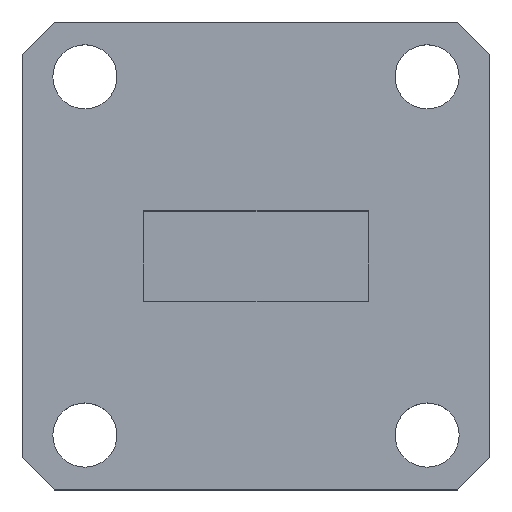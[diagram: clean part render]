
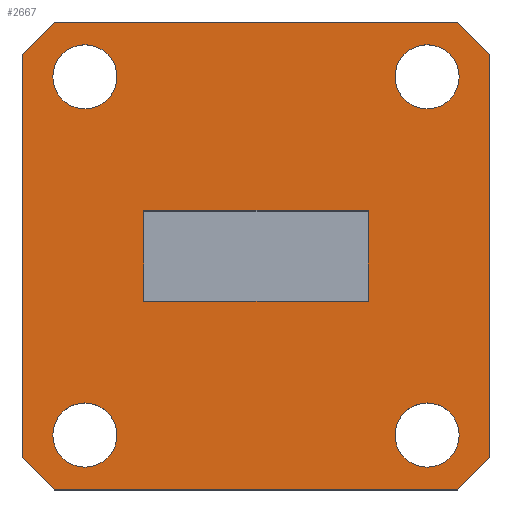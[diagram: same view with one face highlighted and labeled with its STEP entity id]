
A CAD part, top view. The second image highlights one B-rep face of the part: STEP entity #2667.
In plain terms, the highlighted planar face has unit normal (0, 0, 1).
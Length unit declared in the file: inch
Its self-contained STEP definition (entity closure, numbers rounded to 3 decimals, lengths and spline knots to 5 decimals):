
#157 = DIRECTION ( 'NONE',  ( 1., 0., 0. ) ) ;
#195 = ORIENTED_EDGE ( 'NONE', *, *, #11138, .F. ) ;
#295 = EDGE_CURVE ( 'NONE', #13182, #5740, #3576, .T. ) ;
#299 = ORIENTED_EDGE ( 'NONE', *, *, #7057, .F. ) ;
#462 = DIRECTION ( 'NONE',  ( 0., 0., 1. ) ) ;
#783 = ORIENTED_EDGE ( 'NONE', *, *, #3823, .T. ) ;
#796 = CARTESIAN_POINT ( 'NONE',  ( -0.26, -0.335, 0. ) ) ;
#829 = CARTESIAN_POINT ( 'NONE',  ( -0.3775, 0.4375, 0. ) ) ;
#1017 = CARTESIAN_POINT ( 'NONE',  ( 0.21, -0.085, 0. ) ) ;
#1046 = ORIENTED_EDGE ( 'NONE', *, *, #12433, .F. ) ;
#1184 = VERTEX_POINT ( 'NONE', #1573 ) ;
#1465 = DIRECTION ( 'NONE',  ( -0.707, -0.707, 0. ) ) ;
#1519 = VERTEX_POINT ( 'NONE', #829 ) ;
#1573 = CARTESIAN_POINT ( 'NONE',  ( -0.3775, -0.4375, 0. ) ) ;
#1693 = VERTEX_POINT ( 'NONE', #13005 ) ;
#1743 = CARTESIAN_POINT ( 'NONE',  ( 0.38, 0.335, 0. ) ) ;
#2033 = DIRECTION ( 'NONE',  ( -1., 0., 0. ) ) ;
#2087 = EDGE_LOOP ( 'NONE', ( #11186 ) ) ;
#2201 = ORIENTED_EDGE ( 'NONE', *, *, #2886, .F. ) ;
#2265 = VERTEX_POINT ( 'NONE', #6062 ) ;
#2289 = FACE_BOUND ( 'NONE', #6882, .T. ) ;
#2314 = VECTOR ( 'NONE', #11492, 39.37008 ) ;
#2414 = VERTEX_POINT ( 'NONE', #5972 ) ;
#2461 = DIRECTION ( 'NONE',  ( 0., 1., 0. ) ) ;
#2667 = ADVANCED_FACE ( 'NONE', ( #5759, #7996, #2289, #13063, #12372, #4212 ), #9752, .F. ) ;
#2886 = EDGE_CURVE ( 'NONE', #5986, #4194, #7149, .T. ) ;
#2936 = CARTESIAN_POINT ( 'NONE',  ( -0.4375, 0.4375, 0. ) ) ;
#3235 = DIRECTION ( 'NONE',  ( 0., 0., 1. ) ) ;
#3383 = DIRECTION ( 'NONE',  ( 1., 0., 0. ) ) ;
#3392 = EDGE_CURVE ( 'NONE', #1693, #10098, #10977, .T. ) ;
#3545 = ORIENTED_EDGE ( 'NONE', *, *, #11321, .F. ) ;
#3576 = LINE ( 'NONE', #7780, #10157 ) ;
#3642 = VECTOR ( 'NONE', #4472, 39.37008 ) ;
#3703 = CARTESIAN_POINT ( 'NONE',  ( -0.4375, -0.4375, 0. ) ) ;
#3704 = VERTEX_POINT ( 'NONE', #6702 ) ;
#3709 = EDGE_CURVE ( 'NONE', #2265, #2265, #6494, .T. ) ;
#3769 = ORIENTED_EDGE ( 'NONE', *, *, #5817, .T. ) ;
#3823 = EDGE_CURVE ( 'NONE', #2414, #6929, #8730, .T. ) ;
#3899 = LINE ( 'NONE', #8113, #10123 ) ;
#4008 = CARTESIAN_POINT ( 'NONE',  ( 0.21, -0.085, 0. ) ) ;
#4131 = CARTESIAN_POINT ( 'NONE',  ( -0.4375, -0.4375, 0. ) ) ;
#4194 = VERTEX_POINT ( 'NONE', #9579 ) ;
#4212 = FACE_OUTER_BOUND ( 'NONE', #13530, .T. ) ;
#4388 = LINE ( 'NONE', #10305, #2314 ) ;
#4433 = LINE ( 'NONE', #1017, #7890 ) ;
#4472 = DIRECTION ( 'NONE',  ( 0., 1., 0. ) ) ;
#4494 = EDGE_LOOP ( 'NONE', ( #2201, #3545, #1046, #195 ) ) ;
#4588 = CARTESIAN_POINT ( 'NONE',  ( 0.4375, -0.3775, 0. ) ) ;
#4671 = LINE ( 'NONE', #12340, #3642 ) ;
#4737 = CARTESIAN_POINT ( 'NONE',  ( -0.32, -0.335, 0. ) ) ;
#4866 = ORIENTED_EDGE ( 'NONE', *, *, #12337, .T. ) ;
#4971 = VECTOR ( 'NONE', #5380, 39.37008 ) ;
#4986 = ORIENTED_EDGE ( 'NONE', *, *, #12245, .T. ) ;
#5043 = DIRECTION ( 'NONE',  ( 0., 0., 1. ) ) ;
#5046 = VERTEX_POINT ( 'NONE', #796 ) ;
#5050 = LINE ( 'NONE', #2936, #13236 ) ;
#5305 = ORIENTED_EDGE ( 'NONE', *, *, #8769, .T. ) ;
#5380 = DIRECTION ( 'NONE',  ( 1., 0., 0. ) ) ;
#5391 = CARTESIAN_POINT ( 'NONE',  ( 0., 0., 0. ) ) ;
#5738 = VERTEX_POINT ( 'NONE', #5915 ) ;
#5740 = VERTEX_POINT ( 'NONE', #13427 ) ;
#5759 = FACE_BOUND ( 'NONE', #4494, .T. ) ;
#5793 = CARTESIAN_POINT ( 'NONE',  ( 0.4375, 0.3775, 0. ) ) ;
#5817 = EDGE_CURVE ( 'NONE', #5740, #1519, #5050, .T. ) ;
#5915 = CARTESIAN_POINT ( 'NONE',  ( 0.38, -0.335, 0. ) ) ;
#5972 = CARTESIAN_POINT ( 'NONE',  ( 0.3775, -0.4375, 0. ) ) ;
#5986 = VERTEX_POINT ( 'NONE', #14198 ) ;
#6062 = CARTESIAN_POINT ( 'NONE',  ( -0.26, 0.335, 0. ) ) ;
#6494 = CIRCLE ( 'NONE', #11440, 0.06 ) ;
#6702 = CARTESIAN_POINT ( 'NONE',  ( -0.21, -0.085, 0. ) ) ;
#6845 = DIRECTION ( 'NONE',  ( 0., 0., 1. ) ) ;
#6882 = EDGE_LOOP ( 'NONE', ( #299 ) ) ;
#6929 = VERTEX_POINT ( 'NONE', #4588 ) ;
#7057 = EDGE_CURVE ( 'NONE', #5738, #5738, #9560, .T. ) ;
#7149 = LINE ( 'NONE', #12683, #9749 ) ;
#7288 = DIRECTION ( 'NONE',  ( -1., 0., 0. ) ) ;
#7626 = CARTESIAN_POINT ( 'NONE',  ( -0.32, 0.335, 0. ) ) ;
#7635 = VERTEX_POINT ( 'NONE', #1743 ) ;
#7762 = ORIENTED_EDGE ( 'NONE', *, *, #10942, .T. ) ;
#7780 = CARTESIAN_POINT ( 'NONE',  ( 0.4375, 0.3775, 0. ) ) ;
#7827 = ORIENTED_EDGE ( 'NONE', *, *, #8325, .F. ) ;
#7890 = VECTOR ( 'NONE', #2461, 39.37008 ) ;
#7942 = CIRCLE ( 'NONE', #14387, 0.06 ) ;
#7996 = FACE_BOUND ( 'NONE', #9394, .T. ) ;
#8113 = CARTESIAN_POINT ( 'NONE',  ( -0.3775, 0.4375, 0. ) ) ;
#8117 = DIRECTION ( 'NONE',  ( 0., -1., 0. ) ) ;
#8239 = CARTESIAN_POINT ( 'NONE',  ( 0.32, 0.335, 0. ) ) ;
#8250 = DIRECTION ( 'NONE',  ( 1., 0., 0. ) ) ;
#8325 = EDGE_CURVE ( 'NONE', #5046, #5046, #11482, .T. ) ;
#8580 = LINE ( 'NONE', #11211, #13855 ) ;
#8730 = LINE ( 'NONE', #11351, #10673 ) ;
#8769 = EDGE_CURVE ( 'NONE', #6929, #13182, #4671, .T. ) ;
#8988 = EDGE_LOOP ( 'NONE', ( #12113 ) ) ;
#9181 = EDGE_CURVE ( 'NONE', #7635, #7635, #7942, .T. ) ;
#9394 = EDGE_LOOP ( 'NONE', ( #7827 ) ) ;
#9560 = CIRCLE ( 'NONE', #12600, 0.06 ) ;
#9579 = CARTESIAN_POINT ( 'NONE',  ( -0.21, 0.085, 0. ) ) ;
#9749 = VECTOR ( 'NONE', #13823, 39.37008 ) ;
#9752 = PLANE ( 'NONE',  #13088 ) ;
#9923 = DIRECTION ( 'NONE',  ( 0., -1., 0. ) ) ;
#10098 = VERTEX_POINT ( 'NONE', #14289 ) ;
#10123 = VECTOR ( 'NONE', #1465, 39.37008 ) ;
#10157 = VECTOR ( 'NONE', #12312, 39.37008 ) ;
#10286 = ORIENTED_EDGE ( 'NONE', *, *, #3392, .T. ) ;
#10305 = CARTESIAN_POINT ( 'NONE',  ( -0.4375, -0.3775, 0. ) ) ;
#10490 = CARTESIAN_POINT ( 'NONE',  ( -0.21, -0.085, 0. ) ) ;
#10581 = DIRECTION ( 'NONE',  ( 1., 0., 0. ) ) ;
#10673 = VECTOR ( 'NONE', #13426, 39.37008 ) ;
#10942 = EDGE_CURVE ( 'NONE', #1184, #2414, #13126, .T. ) ;
#10977 = LINE ( 'NONE', #3703, #13597 ) ;
#11138 = EDGE_CURVE ( 'NONE', #4194, #3704, #8580, .T. ) ;
#11186 = ORIENTED_EDGE ( 'NONE', *, *, #9181, .F. ) ;
#11211 = CARTESIAN_POINT ( 'NONE',  ( -0.21, -0.085, 0. ) ) ;
#11321 = EDGE_CURVE ( 'NONE', #11903, #5986, #4433, .T. ) ;
#11351 = CARTESIAN_POINT ( 'NONE',  ( 0.3775, -0.4375, 0. ) ) ;
#11440 = AXIS2_PLACEMENT_3D ( 'NONE', #7626, #3235, #3383 ) ;
#11482 = CIRCLE ( 'NONE', #12507, 0.06 ) ;
#11492 = DIRECTION ( 'NONE',  ( 0.707, -0.707, 0. ) ) ;
#11903 = VERTEX_POINT ( 'NONE', #4008 ) ;
#12113 = ORIENTED_EDGE ( 'NONE', *, *, #3709, .F. ) ;
#12181 = ORIENTED_EDGE ( 'NONE', *, *, #295, .T. ) ;
#12245 = EDGE_CURVE ( 'NONE', #1519, #1693, #3899, .T. ) ;
#12312 = DIRECTION ( 'NONE',  ( -0.707, 0.707, 0. ) ) ;
#12337 = EDGE_CURVE ( 'NONE', #10098, #1184, #4388, .T. ) ;
#12340 = CARTESIAN_POINT ( 'NONE',  ( 0.4375, -0.4375, 0. ) ) ;
#12372 = FACE_BOUND ( 'NONE', #8988, .T. ) ;
#12433 = EDGE_CURVE ( 'NONE', #3704, #11903, #13085, .T. ) ;
#12507 = AXIS2_PLACEMENT_3D ( 'NONE', #4737, #6845, #157 ) ;
#12600 = AXIS2_PLACEMENT_3D ( 'NONE', #12696, #462, #8250 ) ;
#12683 = CARTESIAN_POINT ( 'NONE',  ( -0.21, 0.085, 0. ) ) ;
#12696 = CARTESIAN_POINT ( 'NONE',  ( 0.32, -0.335, 0. ) ) ;
#13005 = CARTESIAN_POINT ( 'NONE',  ( -0.4375, 0.3775, 0. ) ) ;
#13063 = FACE_BOUND ( 'NONE', #2087, .T. ) ;
#13085 = LINE ( 'NONE', #10490, #13975 ) ;
#13088 = AXIS2_PLACEMENT_3D ( 'NONE', #5391, #14299, #2033 ) ;
#13126 = LINE ( 'NONE', #4131, #4971 ) ;
#13182 = VERTEX_POINT ( 'NONE', #5793 ) ;
#13236 = VECTOR ( 'NONE', #7288, 39.37008 ) ;
#13426 = DIRECTION ( 'NONE',  ( 0.707, 0.707, 0. ) ) ;
#13427 = CARTESIAN_POINT ( 'NONE',  ( 0.3775, 0.4375, 0. ) ) ;
#13530 = EDGE_LOOP ( 'NONE', ( #10286, #4866, #7762, #783, #5305, #12181, #3769, #4986 ) ) ;
#13597 = VECTOR ( 'NONE', #8117, 39.37008 ) ;
#13765 = DIRECTION ( 'NONE',  ( 1., 0., 0. ) ) ;
#13823 = DIRECTION ( 'NONE',  ( -1., 0., 0. ) ) ;
#13855 = VECTOR ( 'NONE', #9923, 39.37008 ) ;
#13975 = VECTOR ( 'NONE', #13765, 39.37008 ) ;
#14198 = CARTESIAN_POINT ( 'NONE',  ( 0.21, 0.085, 0. ) ) ;
#14289 = CARTESIAN_POINT ( 'NONE',  ( -0.4375, -0.3775, 0. ) ) ;
#14299 = DIRECTION ( 'NONE',  ( 0., 0., -1. ) ) ;
#14387 = AXIS2_PLACEMENT_3D ( 'NONE', #8239, #5043, #10581 ) ;
